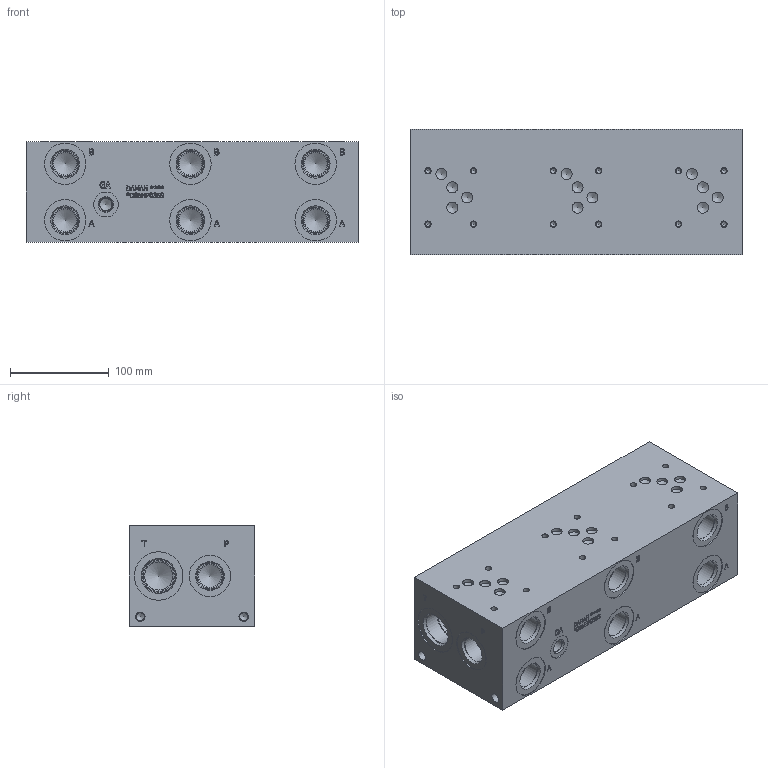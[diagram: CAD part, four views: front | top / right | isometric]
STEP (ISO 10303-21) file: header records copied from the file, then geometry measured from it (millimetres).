
FILE_DESCRIPTION(/* description */ (''),/* implementation_level */ '2;1');
FILE_NAME(/* name */ '_D05HP035S.stp',/* time_stamp */ '2022-10-19T13:40:40-04:00',/* author */ ('mikeh'),/* organization */ (''),/* preprocessor_version */ 'ST-DEVELOPER v18',/* originating_system */ 'Autodesk Inventor 2020',/* authorisation */ '');
FILE_SCHEMA (('AUTOMOTIVE_DESIGN { 1 0 10303 214 3 1 1 }'));
Length unit declared in the file: millimetre
Products named in the file (1): Part_AD05HP035S_3D
Bounding box: 336.55 x 127 x 101.6 mm (x, y, z)
Volume: 4117567.6 mm3; surface area: 217047.8 mm2
Topology: 1 solids, 1 shells, 752 faces, 2056 edges, 1394 vertices
Faces by surface type: plane 400, bspline 181, cylinder 99, cone 72
Full cylindrical faces by diameter (mm): 5.105 x12, 6.35 x12, 7.925 x4, 9.525 x4, 11.113 x2, 11.125 x10, 12.294 x1, 12.9 x1, 14.275 x1, 14.529 x1, 23.012 x8, 24.917 x8, 25.019 x1, 26.99 x8, 27.432 x8, 28.575 x2, 31.267 x2, 33.34 x2, 33.757 x2, 42.037 x8, 49.124 x2
Entity records: 25206 total; most frequent: CARTESIAN_POINT 6517, ORIENTED_EDGE 4034, DIRECTION 3172, EDGE_CURVE 2017, VERTEX_POINT 1394, LINE 1282, VECTOR 1282, AXIS2_PLACEMENT_3D 945
